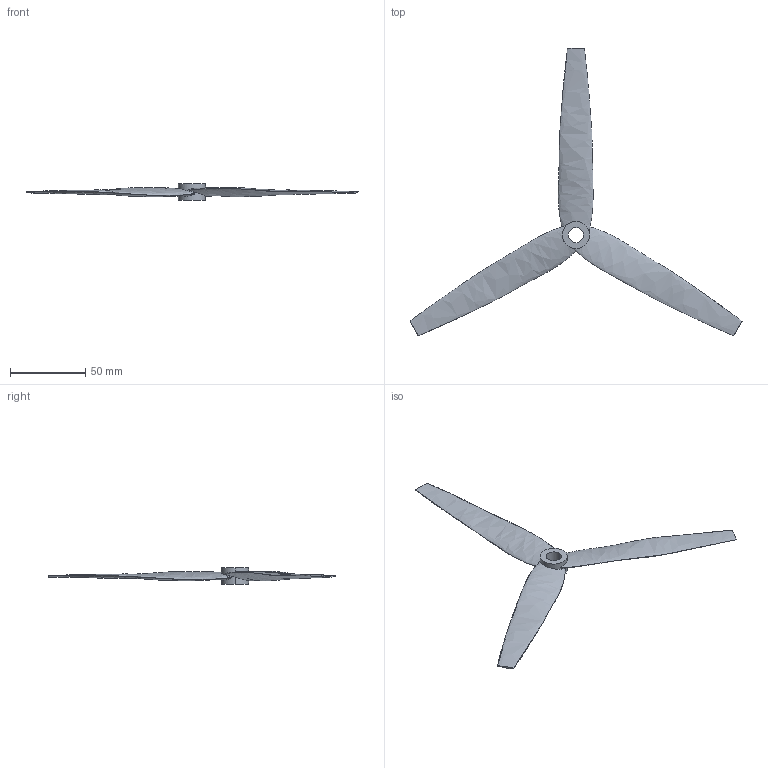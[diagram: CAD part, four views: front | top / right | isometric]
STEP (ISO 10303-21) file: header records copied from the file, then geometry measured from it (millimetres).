
FILE_DESCRIPTION (( 'STEP AP203' ), '1' );
FILE_NAME ('hélice.STEP', '2013-08-13T13:06:13', ( 'Izabele' ), ( '' ), 'SwSTEP 2.0', 'SolidWorks 2013', '' );
FILE_SCHEMA (( 'CONFIG_CONTROL_DESIGN' ));
Length unit declared in the file: millimetre
Products named in the file (1): hélice
Bounding box: 220.33 x 190.86 x 11 mm (x, y, z)
Volume: 18765.3 mm3; surface area: 15433.3 mm2
Topology: 1 solids, 1 shells, 15 faces, 36 edges, 24 vertices
Faces by surface type: bspline 6, plane 5, cylinder 4
Entity records: 2394 total; most frequent: CARTESIAN_POINT 2013, ORIENTED_EDGE 72, DIRECTION 42, EDGE_CURVE 36, VERTEX_POINT 24, B_SPLINE_CURVE_WITH_KNOTS 22, AXIS2_PLACEMENT_3D 18, EDGE_LOOP 18
